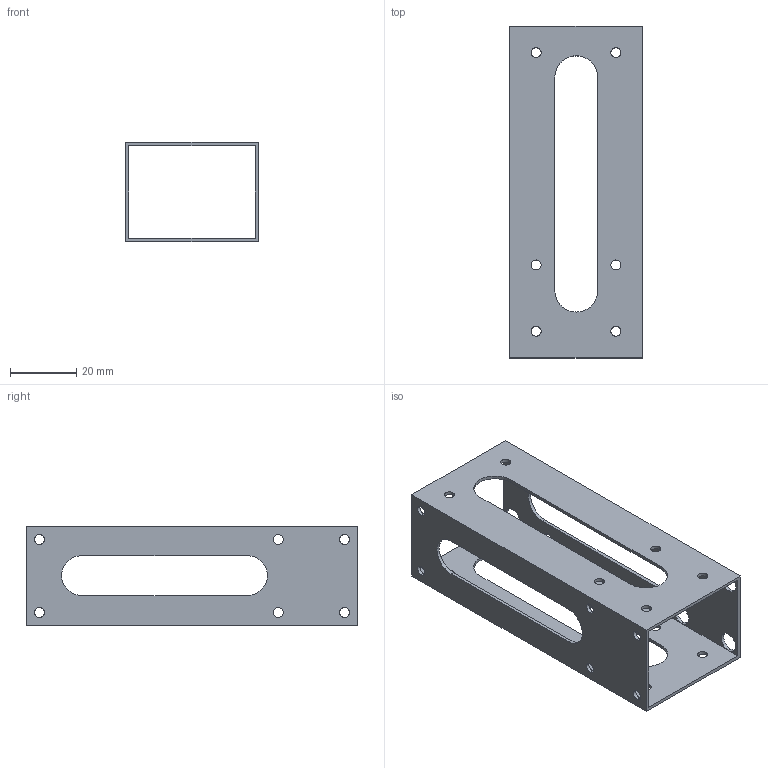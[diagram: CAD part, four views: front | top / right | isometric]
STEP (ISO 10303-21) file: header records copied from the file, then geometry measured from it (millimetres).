
FILE_DESCRIPTION (( 'STEP AP203' ), '1' );
FILE_NAME ('晶眻褽x4.STEP', '2024-11-05T11:31:47', ( '' ), ( '' ), 'SwSTEP 2.0', 'SolidWorks 2020', '' );
FILE_SCHEMA (( 'CONFIG_CONTROL_DESIGN' ));
Length unit declared in the file: millimetre
Products named in the file (1): 晶眻褽x4
Bounding box: 40 x 100 x 30 mm (x, y, z)
Volume: 9938.7 mm3; surface area: 21064.8 mm2
Topology: 1 solids, 1 shells, 78 faces, 234 edges, 152 vertices
Faces by surface type: cylinder 60, plane 18
Entity records: 2883 total; most frequent: DIRECTION 512, ORIENTED_EDGE 468, CARTESIAN_POINT 465, EDGE_CURVE 234, AXIS2_PLACEMENT_3D 199, VERTEX_POINT 152, EDGE_LOOP 134, CIRCLE 120
